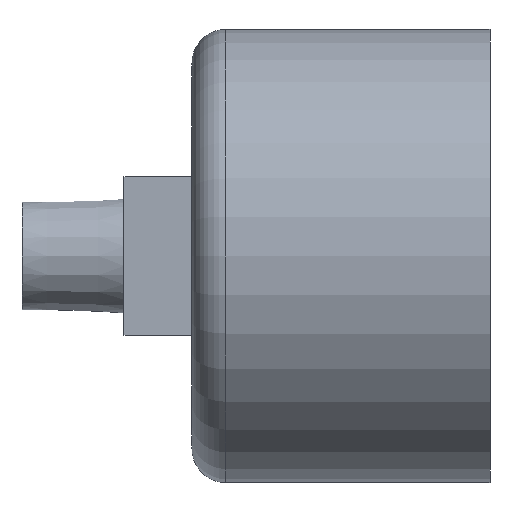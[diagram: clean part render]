
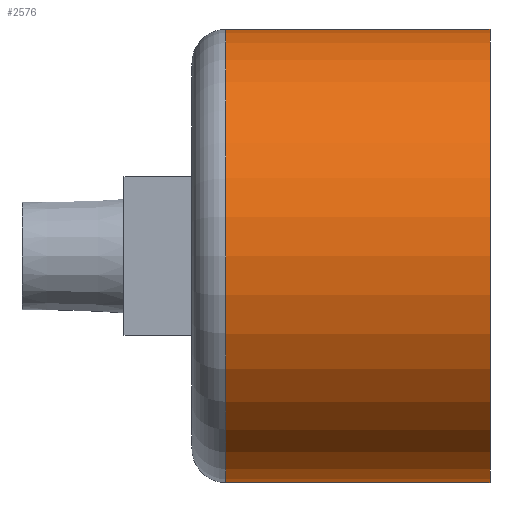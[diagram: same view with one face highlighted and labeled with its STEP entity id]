
A CAD part, front view. The second image highlights one B-rep face of the part: STEP entity #2576.
In plain terms, the highlighted cylindrical face has radius 20 mm (diameter 40 mm), a full revolution.
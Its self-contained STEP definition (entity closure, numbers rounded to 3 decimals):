
#1064=VERTEX_POINT('',#3883);
#1065=VERTEX_POINT('',#3886);
#1129=CIRCLE('',#4085,20.);
#1130=CIRCLE('',#4087,20.);
#1476=EDGE_CURVE('',#1064,#1064,#1129,.T.);
#1477=EDGE_CURVE('',#1065,#1065,#1130,.T.);
#2146=ORIENTED_EDGE('',*,*,#1476,.F.);
#2147=ORIENTED_EDGE('',*,*,#1477,.T.);
#2308=EDGE_LOOP('',(#2146));
#2309=EDGE_LOOP('',(#2147));
#2444=FACE_BOUND('',#2308,.T.);
#2445=FACE_BOUND('',#2309,.T.);
#2576=ADVANCED_FACE('',(#2444,#2445),#2614,.T.);
#2614=CYLINDRICAL_SURFACE('',#4086,20.);
#3163=DIRECTION('',(1.,0.,0.));
#3164=DIRECTION('',(0.,20.,0.));
#3165=DIRECTION('',(-1.,0.,0.));
#3166=DIRECTION('',(0.,20.,0.));
#3167=DIRECTION('',(1.,0.,0.));
#3168=DIRECTION('',(0.,20.,0.));
#3882=CARTESIAN_POINT('',(41.3,0.,0.));
#3883=CARTESIAN_POINT('',(41.3,20.,0.));
#3884=CARTESIAN_POINT('',(38.3,0.,0.));
#3885=CARTESIAN_POINT('',(18.,0.,0.));
#3886=CARTESIAN_POINT('',(18.,20.,0.));
#4085=AXIS2_PLACEMENT_3D('',#3882,#3163,#3164);
#4086=AXIS2_PLACEMENT_3D('',#3884,#3165,#3166);
#4087=AXIS2_PLACEMENT_3D('',#3885,#3167,#3168);
